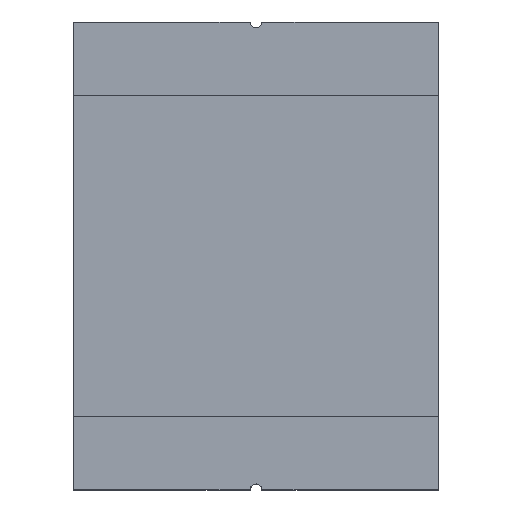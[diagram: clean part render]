
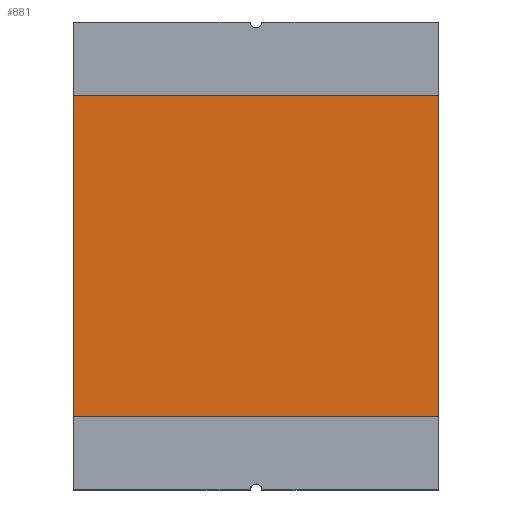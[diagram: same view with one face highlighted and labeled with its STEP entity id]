
A CAD part, top view. The second image highlights one B-rep face of the part: STEP entity #881.
In plain terms, the highlighted planar face has unit normal (0, 0, 1).
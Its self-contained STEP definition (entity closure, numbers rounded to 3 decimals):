
#403=DIRECTION('',(-1.,0.,0.));
#404=VECTOR('',#403,2.5);
#405=CARTESIAN_POINT('',(1.25,-1.1,0.7));
#406=LINE('',#405,#404);
#410=DIRECTION('',(0.,-1.,0.));
#411=VECTOR('',#410,2.2);
#412=CARTESIAN_POINT('',(-1.25,1.1,0.7));
#413=LINE('',#412,#411);
#417=DIRECTION('',(-1.,0.,0.));
#418=VECTOR('',#417,2.5);
#419=CARTESIAN_POINT('',(1.25,1.1,0.7));
#420=LINE('',#419,#418);
#424=DIRECTION('',(0.,1.,0.));
#425=VECTOR('',#424,2.2);
#426=CARTESIAN_POINT('',(1.25,-1.1,0.7));
#427=LINE('',#426,#425);
#479=CARTESIAN_POINT('',(1.25,-1.1,0.7));
#480=CARTESIAN_POINT('',(-1.25,-1.1,0.7));
#481=VERTEX_POINT('',#479);
#482=VERTEX_POINT('',#480);
#483=CARTESIAN_POINT('',(1.25,1.1,0.7));
#484=CARTESIAN_POINT('',(-1.25,1.1,0.7));
#485=VERTEX_POINT('',#483);
#486=VERTEX_POINT('',#484);
#869=CARTESIAN_POINT('',(0.,0.,0.7));
#870=DIRECTION('',(0.,0.,1.));
#871=DIRECTION('',(0.,1.,0.));
#872=AXIS2_PLACEMENT_3D('',#869,#870,#871);
#873=PLANE('',#872);
#874=ORIENTED_EDGE('',*,*,#861,.T.);
#875=ORIENTED_EDGE('',*,*,#654,.F.);
#877=ORIENTED_EDGE('',*,*,#876,.F.);
#878=ORIENTED_EDGE('',*,*,#594,.F.);
#879=EDGE_LOOP('',(#874,#875,#877,#878));
#880=FACE_OUTER_BOUND('',#879,.F.);
#881=ADVANCED_FACE('',(#880),#873,.T.);
#594=EDGE_CURVE('',#481,#485,#427,.T.);
#654=EDGE_CURVE('',#486,#482,#413,.T.);
#861=EDGE_CURVE('',#481,#482,#406,.T.);
#876=EDGE_CURVE('',#485,#486,#420,.T.);
